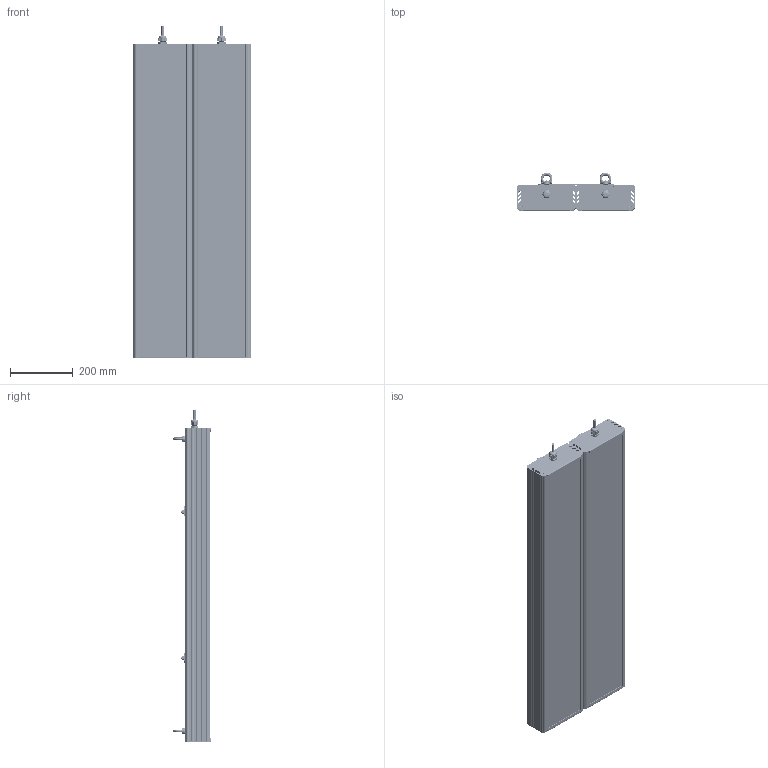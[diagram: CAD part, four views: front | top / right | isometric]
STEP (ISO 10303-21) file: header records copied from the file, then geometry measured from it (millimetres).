
FILE_DESCRIPTION(('STEP AP214'), '1');
FILE_NAME('001.0079.107.000 ÃÑÏ-Ýêñòðà-Îïòèê-400', '2023-11-03T05:56:21', ('Ëóêîíèí'), ('ÎÊÁ Ñâîé Ñòèëü'), 'C3D Converter', 'C3D Toolkit', '');
FILE_SCHEMA(('AUTOMOTIVE_DESIGN { 1 0 10303 214 3 1 1}'));
Length unit declared in the file: millimetre
Products named in the file (36): 001.0079.107.000; 001.0079.92.000; 001.0065.02.000
Assembly tree (84 placements, depth 5):
  001.0079.107.000
    001.0079.92.000  x2
      (unnamed)
        (unnamed)
        (unnamed)
        (unnamed)
        (unnamed)  x6
        (unnamed)  x6
        (unnamed)
        (unnamed)
        (unnamed)
        (unnamed)
          (unnamed)
        (unnamed)  x20
          (unnamed)
          (unnamed)
          (unnamed)
          (unnamed)
          (unnamed)
          (unnamed)
          (unnamed)
          (unnamed)
          (unnamed)
          (unnamed)
      001.0065.02.000
        (unnamed)
        (unnamed)
    (unnamed)  x2
      (unnamed)
      (unnamed)
      (unnamed)
      (unnamed)
      (unnamed)
      (unnamed)
      (unnamed)
      (unnamed)
Bounding box: 374.75 x 121.62 x 1056.43 mm (x, y, z)
Volume: 6591214.7 mm3; surface area: 4865450.6 mm2
Topology: 1394 solids, 1394 shells, 18756 faces, 42650 edges, 28558 vertices
Faces by surface type: plane 13440, cylinder 4320, bspline 650, cone 272, sphere 40, torus 34
Full cylindrical faces by diameter (mm): 1 x40, 2 x80, 2.5 x160, 2.8 x1000, 3.2 x40, 3.5 x240, 4 x24, 4.917 x8, 6 x12, 6.6 x8, 8 x24, 9 x520, 11 x8, 12 x2, 12.5 x2, 16 x2, 18.5 x6, 20 x2, 23.5 x2
Entity records: 100695 total; most frequent: CARTESIAN_POINT 48496, ORIENTED_EDGE 9778, DIRECTION 9006, EDGE_CURVE 4889, VERTEX_POINT 3381, AXIS2_PLACEMENT_3D 3024, LINE 2958, VECTOR 2958
